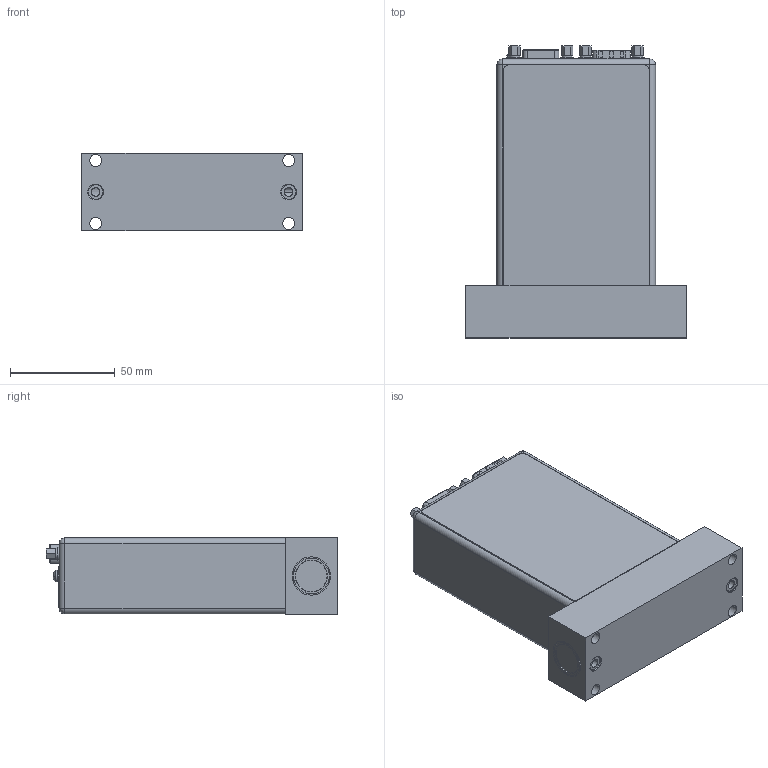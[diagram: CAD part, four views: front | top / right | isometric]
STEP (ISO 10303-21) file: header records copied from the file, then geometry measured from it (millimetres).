
FILE_DESCRIPTION((''),'2;1');
FILE_NAME('GM50A_C-SEAL_PROFIBUS_ASM','2013-06-26T',('cockrofm'),('MKS Instruments, Inc.'),'PRO/ENGINEER BY PARAMETRIC TECHNOLOGY CORPORATION, 2009060','PRO/ENGINEER BY PARAMETRIC TECHNOLOGY CORPORATION, 2009060','');
FILE_SCHEMA(('AUTOMOTIVE_DESIGN { 1 2 10303 214 0 1 1 1 }'));
Length unit declared in the file: inch
Products named in the file (33): 1041560_BRACKET; 117328-G1_ASM; 1045912-BODY-DOWNPORT; 136492_PIN; 1045912-BODY-DOWNPORT_ASM; 1031369_DISC; 1011702-002_4-40_PAN-HD-SEMS; 1042639-001_FRT; 1046362_PWB; 110-8017_CONN-2POS-SINGLE; 110-0187-3-PIN-HEADER; 1003675_SWITCH; 1003544_LED; 1007235_CONN_RJ45; 072-8551_MJTP1236; 110-0883_10-PIN_HEADER; 1046363_MAIN_PWR-BD_ASM; 1046371_ENCLOSURE_PROFIBUS; 1046426_PWB_BOARD; SQT-PIN; SQT-PIN_AF0; SQT-CASE_AF4; SQT-PIN_AF1; SQT-125-01-X-S-RA_ANY_ASM_AF0_ASM; SQT-110-01-RA_ASM; 1032580_CONN-DSUB-9POS-FEM; 171-009-113; 1046427_CCA_ASSY_ASM; 1046476_LABEL_TOP_DUAL_CONN; 1016309-003; 185-3740; 1040814_PROFIBUS_DUAL_DESIGN_ASM; GM50A_C-SEAL_PROFIBUS_ASM
Assembly tree (50 placements, depth 6):
  GM50A_C-SEAL_PROFIBUS_ASM
    1041560_BRACKET
    117328-G1_ASM
    1045912-BODY-DOWNPORT_ASM
      1045912-BODY-DOWNPORT
      136492_PIN
    1031369_DISC
    1040814_PROFIBUS_DUAL_DESIGN_ASM
      1041560_BRACKET
      1011702-002_4-40_PAN-HD-SEMS
      1042639-001_FRT
      1046363_MAIN_PWR-BD_ASM
        1046362_PWB
        110-8017_CONN-2POS-SINGLE
        110-0187-3-PIN-HEADER
        1003675_SWITCH  x2
        1003544_LED  x2
        1007235_CONN_RJ45
        072-8551_MJTP1236
        110-0883_10-PIN_HEADER
      1046371_ENCLOSURE_PROFIBUS
      1046427_CCA_ASSY_ASM
        1046426_PWB_BOARD
        SQT-110-01-RA_ASM
          SQT-125-01-X-S-RA_ANY_ASM_AF0_ASM
            SQT-PIN  x10
            SQT-PIN_AF0
            SQT-CASE_AF4
            SQT-PIN_AF1
        1032580_CONN-DSUB-9POS-FEM
        171-009-113
      1046476_LABEL_TOP_DUAL_CONN
      1016309-003  x4
      185-3740  x4
Bounding box: 105.74 x 139.17 x 36.83 mm (x, y, z)
Volume: 129308.9 mm3; surface area: 122913.4 mm2
Topology: 41 solids, 41 shells, 2693 faces, 6840 edges, 4403 vertices
Faces by surface type: plane 1759, cylinder 676, torus 104, cone 50, extrusion 48, bspline 30, sphere 26
Entity records: 72109 total; most frequent: CARTESIAN_POINT 13185, DIRECTION 10036, ORIENTED_EDGE 9950, EDGE_CURVE 4975, VECTOR 3756, LINE 3708, VERTEX_POINT 3203, AXIS2_PLACEMENT_3D 3140
